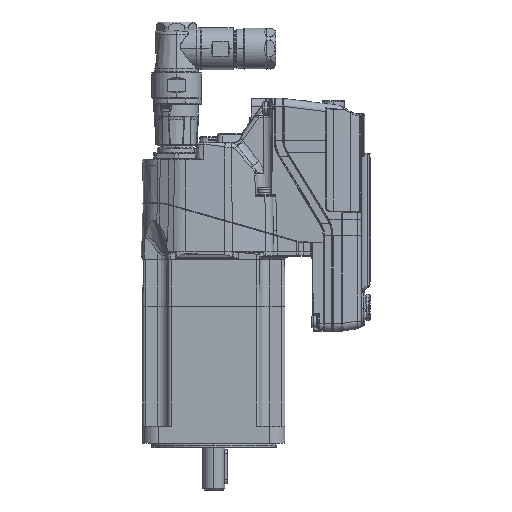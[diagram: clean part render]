
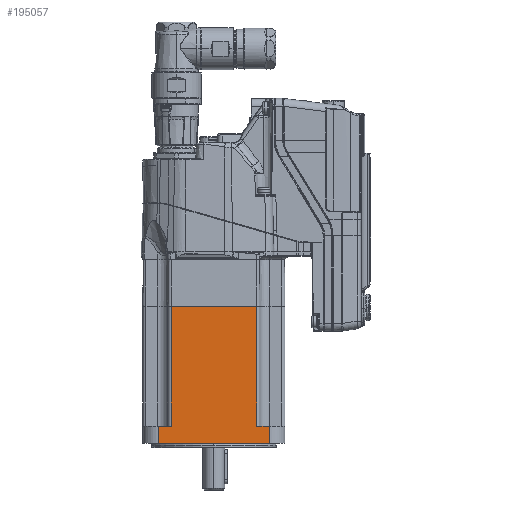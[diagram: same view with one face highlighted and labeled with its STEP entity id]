
A CAD part, left-side view. The second image highlights one B-rep face of the part: STEP entity #195057.
In plain terms, the highlighted face is planar.
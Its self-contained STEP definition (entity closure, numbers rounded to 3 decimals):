
#188389=DIRECTION('',(0.,-1.,0.));
#188390=VECTOR('',#188389,71.3);
#188391=CARTESIAN_POINT('',(-0.5,35.65,45.65));
#188392=LINE('',#188391,#188390);
#188686=DIRECTION('',(1.,0.,0.));
#188687=VECTOR('',#188686,11.);
#188688=CARTESIAN_POINT('',(-11.5,35.65,45.65));
#188689=LINE('',#188688,#188687);
#188704=DIRECTION('',(0.,1.,0.));
#188705=VECTOR('',#188704,8.15);
#188706=CARTESIAN_POINT('',(-11.5,27.5,45.65));
#188707=LINE('',#188706,#188705);
#188774=DIRECTION('',(1.,0.,0.));
#188775=VECTOR('',#188774,77.);
#188776=CARTESIAN_POINT('',(-88.5,27.5,45.65));
#188777=LINE('',#188776,#188775);
#188783=DIRECTION('',(0.,1.,0.));
#188784=VECTOR('',#188783,55.);
#188785=CARTESIAN_POINT('',(-88.5,-27.5,45.65));
#188786=LINE('',#188785,#188784);
#188787=DIRECTION('',(-1.,0.,0.));
#188788=VECTOR('',#188787,11.);
#188789=CARTESIAN_POINT('',(-0.5,-35.65,45.65));
#188790=LINE('',#188789,#188788);
#188800=DIRECTION('',(0.,1.,0.));
#188801=VECTOR('',#188800,8.15);
#188802=CARTESIAN_POINT('',(-11.5,-35.65,45.65));
#188803=LINE('',#188802,#188801);
#188841=DIRECTION('',(-1.,0.,0.));
#188842=VECTOR('',#188841,77.);
#188843=CARTESIAN_POINT('',(-11.5,-27.5,45.65));
#188844=LINE('',#188843,#188842);
#190273=CARTESIAN_POINT('',(-11.5,-27.5,45.65));
#190275=VERTEX_POINT('',#190273);
#190287=CARTESIAN_POINT('',(-11.5,-35.65,45.65));
#190288=VERTEX_POINT('',#190287);
#190299=CARTESIAN_POINT('',(-11.5,27.5,45.65));
#190300=VERTEX_POINT('',#190299);
#190301=CARTESIAN_POINT('',(-11.5,35.65,45.65));
#190302=VERTEX_POINT('',#190301);
#190386=CARTESIAN_POINT('',(-0.5,35.65,45.65));
#190387=VERTEX_POINT('',#190386);
#190388=CARTESIAN_POINT('',(-0.5,-35.65,45.65));
#190389=VERTEX_POINT('',#190388);
#190994=CARTESIAN_POINT('',(-88.5,27.5,45.65));
#190995=VERTEX_POINT('',#190994);
#190996=CARTESIAN_POINT('',(-88.5,-27.5,45.65));
#190997=VERTEX_POINT('',#190996);
#195039=CARTESIAN_POINT('',(-120.,0.,45.65));
#195040=DIRECTION('',(0.,0.,1.));
#195041=DIRECTION('',(1.,0.,0.));
#195042=AXIS2_PLACEMENT_3D('',#195039,#195040,#195041);
#195043=PLANE('',#195042);
#195044=ORIENTED_EDGE('',*,*,#195026,.T.);
#195045=ORIENTED_EDGE('',*,*,#194913,.T.);
#195046=ORIENTED_EDGE('',*,*,#194892,.T.);
#195047=ORIENTED_EDGE('',*,*,#194456,.T.);
#195049=ORIENTED_EDGE('',*,*,#195048,.T.);
#195051=ORIENTED_EDGE('',*,*,#195050,.T.);
#195053=ORIENTED_EDGE('',*,*,#195052,.T.);
#195054=ORIENTED_EDGE('',*,*,#194801,.T.);
#195055=EDGE_LOOP('',(#195044,#195045,#195046,#195047,#195049,#195051,#195053,
#195054));
#195056=FACE_OUTER_BOUND('',#195055,.F.);
#195057=ADVANCED_FACE('',(#195056),#195043,.T.);
#194456=EDGE_CURVE('',#190387,#190389,#188392,.T.);
#194801=EDGE_CURVE('',#190997,#190995,#188786,.T.);
#194892=EDGE_CURVE('',#190302,#190387,#188689,.T.);
#194913=EDGE_CURVE('',#190300,#190302,#188707,.T.);
#195026=EDGE_CURVE('',#190995,#190300,#188777,.T.);
#195048=EDGE_CURVE('',#190389,#190288,#188790,.T.);
#195050=EDGE_CURVE('',#190288,#190275,#188803,.T.);
#195052=EDGE_CURVE('',#190275,#190997,#188844,.T.);
